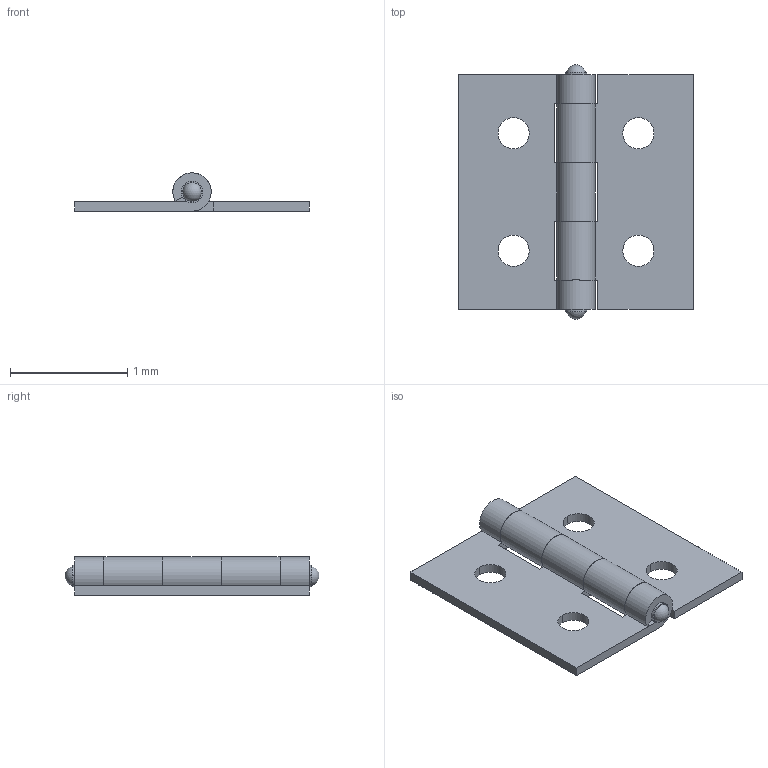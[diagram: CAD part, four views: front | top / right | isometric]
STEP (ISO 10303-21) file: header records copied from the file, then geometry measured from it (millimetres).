
FILE_DESCRIPTION((''),'2;1');
FILE_NAME('10HI8216.stp','2015-07-07T13:56:33',(''),(''),'Mechanical Desktop 2011','Mechanical Desktop 2011',', , ');
FILE_SCHEMA(('CONFIG_CONTROL_DESIGN'));
Length unit declared in the file: millimetre
Products named in the file (1): Product
Bounding box: 2 x 2.17 x 0.33 mm (x, y, z)
Volume: 0.4 mm3; surface area: 12.4 mm2
Topology: 3 solids, 3 shells, 58 faces, 146 edges, 98 vertices
Faces by surface type: plane 30, cylinder 22, bspline 4, sphere 2
Entity records: 1889 total; most frequent: CARTESIAN_POINT 343, DIRECTION 306, ORIENTED_EDGE 292, EDGE_CURVE 146, AXIS2_PLACEMENT_3D 105, VERTEX_POINT 98, VECTOR 96, LINE 96
